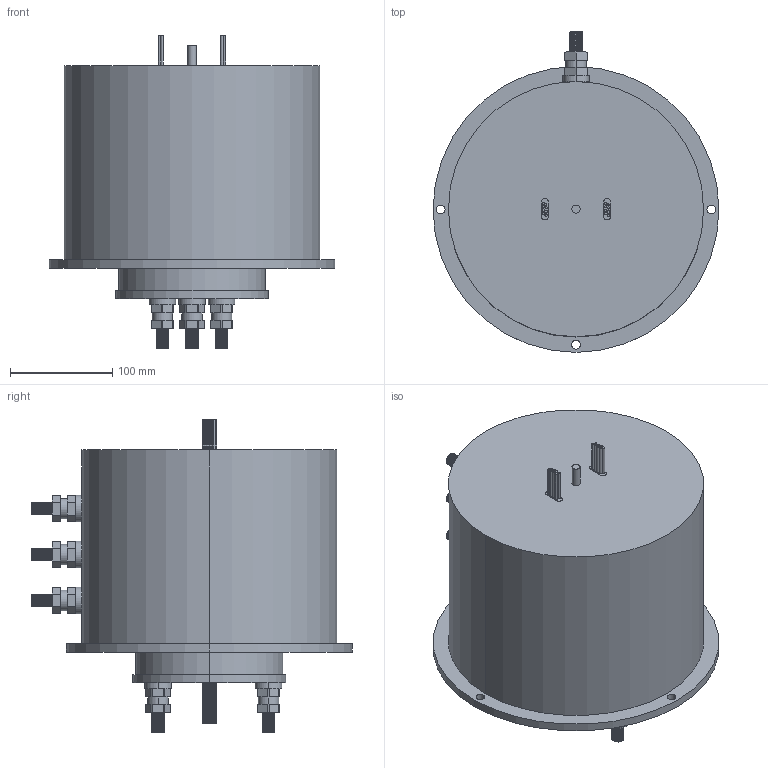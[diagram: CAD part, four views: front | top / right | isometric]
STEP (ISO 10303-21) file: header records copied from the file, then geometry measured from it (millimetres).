
FILE_DESCRIPTION (( 'STEP AP203' ), '1' );
FILE_NAME ('RX00812004--RZ250-R03200-P0810-S16.STEP', '2020-08-13T08:33:12', ( '微软用户' ), ( '微软中国' ), 'SwSTEP 2.0', 'SolidWorks 2014', '' );
FILE_SCHEMA (( 'CONFIG_CONTROL_DESIGN' ));
Length unit declared in the file: millimetre
Products named in the file (1): RX00812004--RZ250-R03200-P0810-S16
Bounding box: 280 x 314 x 307 mm (x, y, z)
Volume: 10406931.8 mm3; surface area: 329982.5 mm2
Topology: 4 solids, 4 shells, 537 faces, 1370 edges, 905 vertices
Faces by surface type: cylinder 323, plane 195, bspline 15, cone 4
Entity records: 28294 total; most frequent: CARTESIAN_POINT 16283, ORIENTED_EDGE 2732, DIRECTION 2231, EDGE_CURVE 1366, VERTEX_POINT 905, AXIS2_PLACEMENT_3D 781, VECTOR 669, LINE 669
